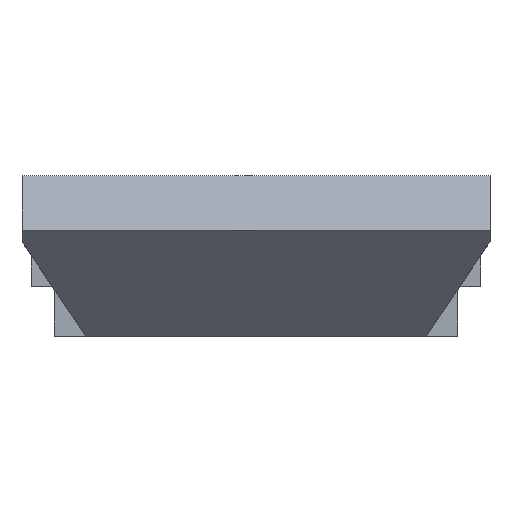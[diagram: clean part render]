
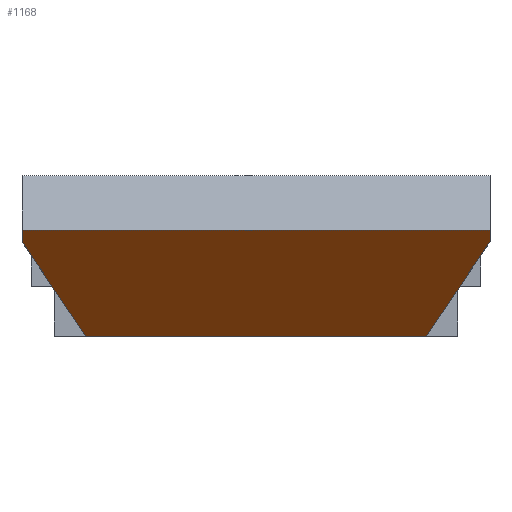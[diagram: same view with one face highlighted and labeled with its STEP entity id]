
A CAD part, front view. The second image highlights one B-rep face of the part: STEP entity #1168.
In plain terms, the highlighted planar face has unit normal (0, -0.707, -0.707).
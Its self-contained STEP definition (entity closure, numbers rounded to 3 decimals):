
#417=CARTESIAN_POINT('POINT31',(-157.48,
   -150.173,71.433));
#418=VERTEX_POINT('VERTEX31',#417);
#425=CARTESIAN_POINT('POINT32',(157.48,
   -150.173,71.433));
#426=VERTEX_POINT('VERTEX32',#425);
#427=CARTESIAN_POINT('POS54',(-157.48,
   -150.173,71.433));
#428=DIRECTION('DIR71',(1.,0.,0.));
#429=VECTOR('VEC37',#428,1.);
#430=LINE('STRAIGHT37',#427,#429);
#431=EDGE_CURVE('EDGE41',#418,#426,#430,.T.);
#447=CARTESIAN_POINT('POINT33',(157.48,
   -142.323,63.583));
#448=VERTEX_POINT('VERTEX33',#447);
#449=CARTESIAN_POINT('POS57',(157.48,-78.74
   ,0.));
#450=DIRECTION('DIR75',(0.,-0.707,
   0.707));
#451=VECTOR('VEC39',#450,1.);
#452=LINE('STRAIGHT39',#449,#451);
#453=EDGE_CURVE('EDGE43',#448,#426,#452,.T.);
#983=CARTESIAN_POINT('POINT69',(114.409,
   -78.74,0.));
#984=VERTEX_POINT('VERTEX69',#983);
#985=CARTESIAN_POINT('POS124',(83.349,
   -32.888,-45.852));
#986=DIRECTION('DIR157',(-0.432,0.638,
   -0.638));
#987=VECTOR('VEC91',#986,1.);
#988=LINE('STRAIGHT91',#985,#987);
#989=EDGE_CURVE('EDGE95',#448,#984,#988,.T.);
#1119=CARTESIAN_POINT('POINT77',(-157.48,
   -142.323,63.583));
#1120=VERTEX_POINT('VERTEX77',#1119);
#1127=CARTESIAN_POINT('POS140',(-157.48,
   -78.74,0.));
#1128=DIRECTION('DIR176',(0.,-0.707,
   0.707));
#1129=VECTOR('VEC104',#1128,1.);
#1130=LINE('STRAIGHT104',#1127,#1129);
#1131=EDGE_CURVE('EDGE108',#1120,#418,#1130,.T.);
#1143=CARTESIAN_POINT('POINT78',(-114.409,
   -78.74,0.));
#1144=VERTEX_POINT('VERTEX78',#1143);
#1145=CARTESIAN_POINT('POS142',(-142.127,
   -119.657,40.917));
#1146=DIRECTION('DIR179',(-0.432,-0.638,
   0.638));
#1147=VECTOR('VEC105',#1146,1.);
#1148=LINE('STRAIGHT105',#1145,#1147);
#1149=EDGE_CURVE('EDGE109',#1144,#1120,#1148,.T.);
#1150=ORIENTED_EDGE('COEDGE177',*,*,#1149,.F.);
#1151=CARTESIAN_POINT('POS143',(-157.48,
   -78.74,0.));
#1152=DIRECTION('DIR180',(1.,0.,0.));
#1153=VECTOR('VEC106',#1152,1.);
#1154=LINE('STRAIGHT106',#1151,#1153);
#1155=EDGE_CURVE('EDGE110',#1144,#984,#1154,.T.);
#1156=ORIENTED_EDGE('COEDGE178',*,*,#1155,.T.);
#1157=ORIENTED_EDGE('COEDGE179',*,*,#989,.F.);
#1158=ORIENTED_EDGE('COEDGE180',*,*,#453,.T.);
#1159=ORIENTED_EDGE('COEDGE181',*,*,#431,.F.);
#1160=ORIENTED_EDGE('COEDGE182',*,*,#1131,.F.);
#1161=EDGE_LOOP('NONE',(#1150,#1156,#1157,#1158,#1159,#1160));
#1162=FACE_BOUND('LOOP1',#1161,.T.);
#1163=CARTESIAN_POINT('POS144',(-157.48,
   -114.457,35.717));
#1164=DIRECTION('DIR181',(0.,0.707,
   0.707));
#1165=DIRECTION('DIR182',(1.,0.,0.));
#1166=AXIS2_PLACEMENT_3D('AXIS38',#1163,#1164,#1165);
#1167=PLANE('PLANE32',#1166);
#1168=ADVANCED_FACE('FACE34',(#1162),#1167,.F.);
